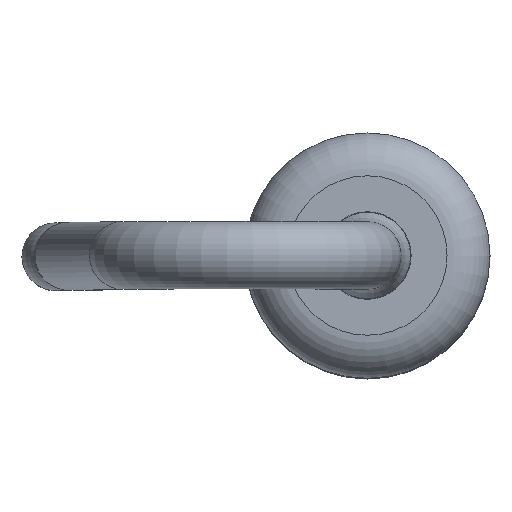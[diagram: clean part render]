
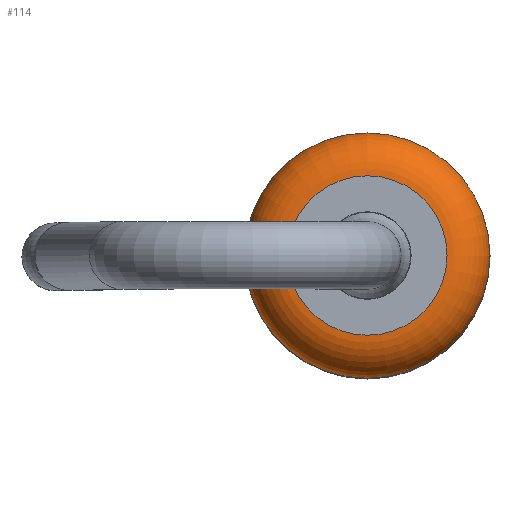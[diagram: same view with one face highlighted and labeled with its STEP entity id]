
A CAD part, top view. The second image highlights one B-rep face of the part: STEP entity #114.
In plain terms, the highlighted toroidal (fillet/blend) face has major radius 0.65 mm and minor radius 0.35 mm.
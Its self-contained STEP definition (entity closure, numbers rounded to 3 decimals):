
#114=ADVANCED_FACE('',(#321,#323),#325,.T.);
#321=FACE_OUTER_BOUND('',#322,.T.);
#322=EDGE_LOOP('',(#488));
#323=FACE_OUTER_BOUND('',#324,.T.);
#324=EDGE_LOOP('',(#489));
#325=TOROIDAL_SURFACE('',#326,0.65,0.35);
#326=AXIS2_PLACEMENT_3D('',#327,#328,#329);
#327=CARTESIAN_POINT('',(1.27,0.,4.52));
#328=DIRECTION('',(0.,-0.,-1.));
#329=DIRECTION('',(-1.,0.,0.));
#488=ORIENTED_EDGE('',*,*,#527,.T.);
#489=ORIENTED_EDGE('',*,*,#525,.F.);
#525=EDGE_CURVE('',#549,#549,#550,.T.);
#527=EDGE_CURVE('',#553,#553,#554,.T.);
#549=VERTEX_POINT('',#600);
#550=CIRCLE('',#601,1.);
#553=VERTEX_POINT('',#610);
#554=CIRCLE('',#611,0.65);
#600=CARTESIAN_POINT('',(0.27,0.,4.52));
#601=AXIS2_PLACEMENT_3D('',#602,#603,#604);
#602=CARTESIAN_POINT('',(1.27,0.,4.52));
#603=DIRECTION('',(0.,0.,-1.));
#604=DIRECTION('',(-1.,0.,0.));
#610=CARTESIAN_POINT('',(0.62,0.,4.87));
#611=AXIS2_PLACEMENT_3D('',#612,#613,#614);
#612=CARTESIAN_POINT('',(1.27,0.,4.87));
#613=DIRECTION('',(0.,-0.,-1.));
#614=DIRECTION('',(-1.,0.,0.));
